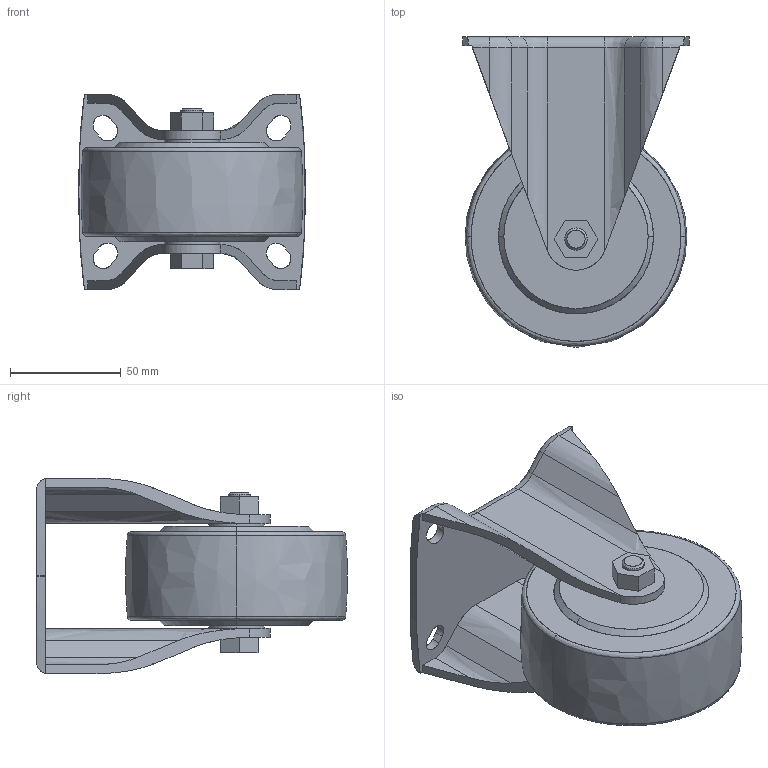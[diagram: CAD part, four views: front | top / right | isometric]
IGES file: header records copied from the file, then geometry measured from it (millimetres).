
Start section: SolidWorks IGES file using analytic representation for surfaces
Global section: file name: K-590K-100.IGS,15; native system: HSolidWorks 2011; preprocessor: SolidWorks 2011; author: 0849sm; date: 120222.141333; units: millimetre
Bounding box: 101.92 x 139.92 x 88 mm (x, y, z)
Surface area: 68772.4 mm2 (no closed solid volume)
Topology: 0 solids, 0 shells, 123 faces, 1844 edges, 1844 vertices
Faces by surface type: bspline 67, revolution 56
